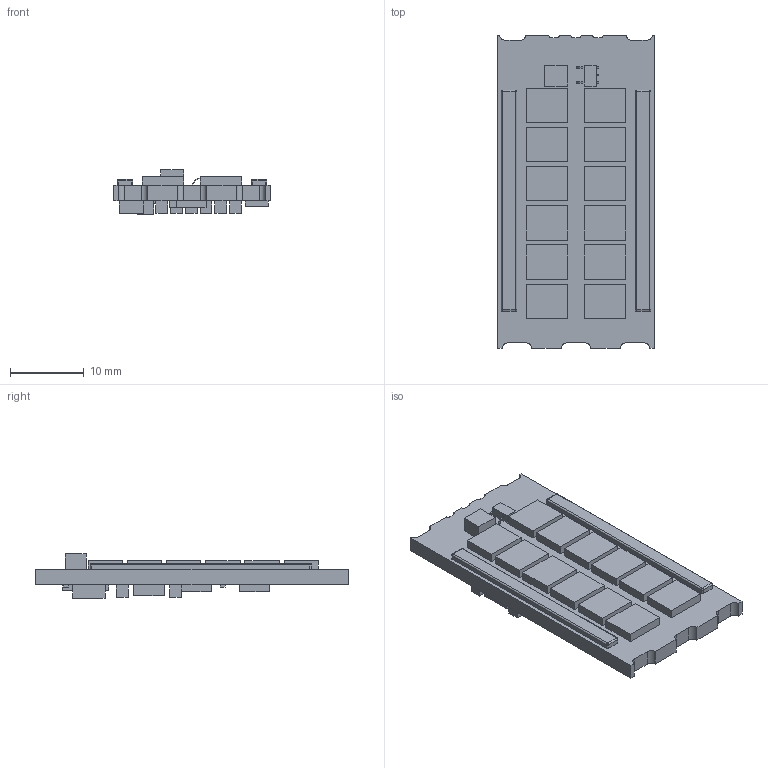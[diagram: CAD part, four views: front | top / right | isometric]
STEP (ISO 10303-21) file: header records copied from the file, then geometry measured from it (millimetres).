
FILE_DESCRIPTION(/* description */ (''),/* implementation_level */ '2;1');
FILE_NAME(/* name */ '武器电调70A.stp',/* time_stamp */ '2023-04-11T16:15:38+08:00',/* author */ ('29515'),/* organization */ (''),/* preprocessor_version */ 'ST-DEVELOPER v18.1',/* originating_system */ 'Autodesk Inventor 2022',/* authorisation */ '');
FILE_SCHEMA (('AUTOMOTIVE_DESIGN { 1 0 10303 214 3 1 1 }'));
Length unit declared in the file: millimetre
Products named in the file (1): 70a00
Bounding box: 21.3 x 42.4 x 6 mm (x, y, z)
Volume: 2528.5 mm3; surface area: 2710.9 mm2
Topology: 1 solids, 1 shells, 237 faces, 588 edges, 384 vertices
Faces by surface type: plane 187, cylinder 42, sphere 8
Entity records: 6995 total; most frequent: CARTESIAN_POINT 1210, ORIENTED_EDGE 1176, DIRECTION 1148, EDGE_CURVE 588, LINE 504, VECTOR 504, VERTEX_POINT 384, AXIS2_PLACEMENT_3D 322
